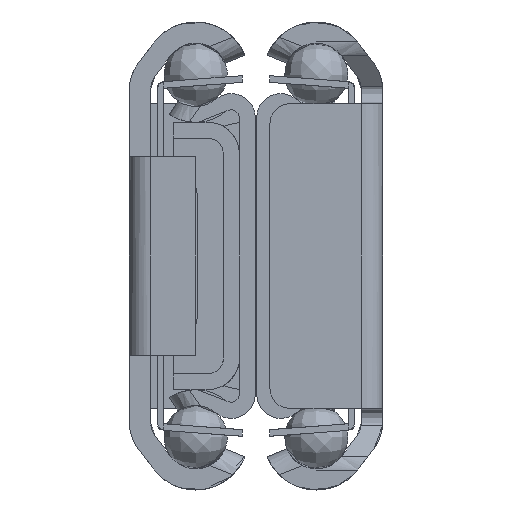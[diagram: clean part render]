
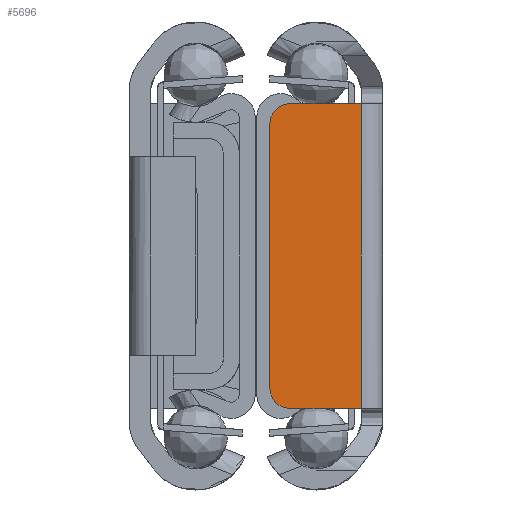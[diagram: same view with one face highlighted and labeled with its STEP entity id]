
A CAD part, left-side view. The second image highlights one B-rep face of the part: STEP entity #5696.
In plain terms, the highlighted free-form (B-spline) face has degree [1, 1] with [2, 2] control points.
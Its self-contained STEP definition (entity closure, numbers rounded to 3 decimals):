
#4209=CARTESIAN_POINT('',(-632.0,-17.5,-11.5));
#4210=VERTEX_POINT('',#4209);
#4231=CARTESIAN_POINT('',(-632.0,-17.5,11.5));
#4232=VERTEX_POINT('',#4231);
#4248=CARTESIAN_POINT('',(-632.0,-17.5,-11.5));
#4249=CARTESIAN_POINT('',(-632.0,-17.5,11.5));
#4250=QUASI_UNIFORM_CURVE('',1,(#4248,#4249),.UNSPECIFIED.,.F.,.U.);
#4251=EDGE_CURVE('',#4210,#4232,#4250,.T.);
#4570=CARTESIAN_POINT('',(-632.0,-12.1,-11.5));
#4571=VERTEX_POINT('',#4570);
#4577=CARTESIAN_POINT('',(-632.0,-10.6,-10.0));
#4578=VERTEX_POINT('',#4577);
#4579=CARTESIAN_POINT('',(-632.0,-10.6,-10.0));
#4580=CARTESIAN_POINT('',(-632.,-10.6,-11.5));
#4581=CARTESIAN_POINT('',(-632.0,-12.1,-11.5));
#4589=(BOUNDED_CURVE()B_SPLINE_CURVE(2,(#4579,#4580,#4581),.UNSPECIFIED.,.F.,.U.)CURVE()GEOMETRIC_REPRESENTATION_ITEM()QUASI_UNIFORM_CURVE()RATIONAL_B_SPLINE_CURVE((1.0,0.707,1.0))REPRESENTATION_ITEM(''));
#4590=EDGE_CURVE('',#4578,#4571,#4589,.T.);
#4607=CARTESIAN_POINT('',(-632.0,-10.6,10.0));
#4608=VERTEX_POINT('',#4607);
#4609=CARTESIAN_POINT('',(-632.0,-10.6,10.0));
#4610=CARTESIAN_POINT('',(-632.0,-10.6,-10.0));
#4611=QUASI_UNIFORM_CURVE('',1,(#4609,#4610),.UNSPECIFIED.,.F.,.U.);
#4612=EDGE_CURVE('',#4608,#4578,#4611,.T.);
#4638=CARTESIAN_POINT('',(-632.0,-12.1,11.5));
#4639=VERTEX_POINT('',#4638);
#4640=CARTESIAN_POINT('',(-632.0,-12.1,11.5));
#4641=CARTESIAN_POINT('',(-632.,-10.6,11.5));
#4642=CARTESIAN_POINT('',(-632.0,-10.6,10.0));
#4650=(BOUNDED_CURVE()B_SPLINE_CURVE(2,(#4640,#4641,#4642),.UNSPECIFIED.,.F.,.U.)CURVE()GEOMETRIC_REPRESENTATION_ITEM()QUASI_UNIFORM_CURVE()RATIONAL_B_SPLINE_CURVE((1.0,0.707,1.0))REPRESENTATION_ITEM(''));
#4651=EDGE_CURVE('',#4639,#4608,#4650,.T.);
#4672=CARTESIAN_POINT('',(-632.0,-12.1,-11.5));
#4673=CARTESIAN_POINT('',(-632.0,-17.5,-11.5));
#4674=QUASI_UNIFORM_CURVE('',1,(#4672,#4673),.UNSPECIFIED.,.F.,.U.);
#4675=EDGE_CURVE('',#4571,#4210,#4674,.T.);
#4947=CARTESIAN_POINT('',(-632.0,-12.1,11.5));
#4948=CARTESIAN_POINT('',(-632.0,-17.5,11.5));
#4949=QUASI_UNIFORM_CURVE('',1,(#4947,#4948),.UNSPECIFIED.,.F.,.U.);
#4950=EDGE_CURVE('',#4639,#4232,#4949,.T.);
#5683=CARTESIAN_POINT('',(-632.0,-10.255,12.649));
#5684=CARTESIAN_POINT('',(-632.0,-17.845,12.649));
#5685=CARTESIAN_POINT('',(-632.0,-10.255,-12.649));
#5686=CARTESIAN_POINT('',(-632.0,-17.845,-12.649));
#5687=B_SPLINE_SURFACE_WITH_KNOTS('',1,1,((#5683,#5685),(#5684,#5686)),.UNSPECIFIED.,.F.,.F.,.U.,(2,2),(2,2),(0.0,7.589),(0.0,25.298),.UNSPECIFIED.);
#5688=ORIENTED_EDGE('',*,*,#4675,.T.);
#5689=ORIENTED_EDGE('',*,*,#4251,.T.);
#5690=ORIENTED_EDGE('',*,*,#4950,.F.);
#5691=ORIENTED_EDGE('',*,*,#4651,.T.);
#5692=ORIENTED_EDGE('',*,*,#4612,.T.);
#5693=ORIENTED_EDGE('',*,*,#4590,.T.);
#5694=EDGE_LOOP('',(#5688,#5689,#5690,#5691,#5692,#5693));
#5695=FACE_OUTER_BOUND('',#5694,.T.);
#5696=ADVANCED_FACE('',(#5695),#5687,.F.);
